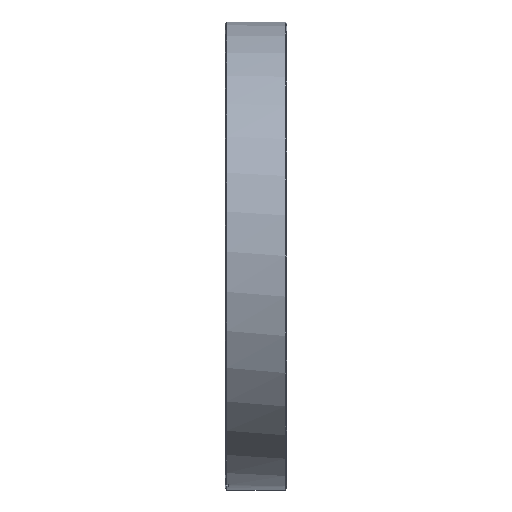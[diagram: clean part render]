
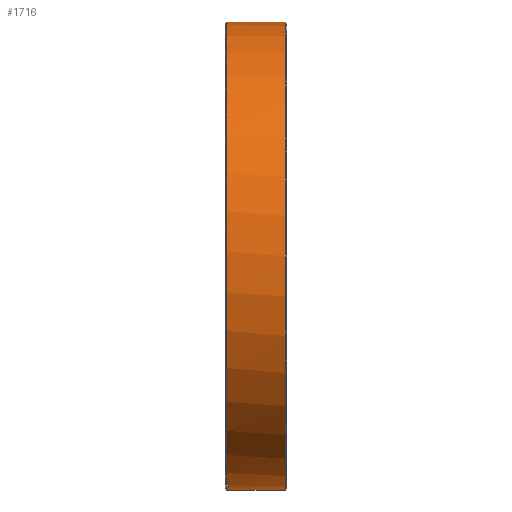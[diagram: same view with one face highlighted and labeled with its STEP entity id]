
A CAD part, left-side view. The second image highlights one B-rep face of the part: STEP entity #1716.
In plain terms, the highlighted cylindrical face has radius 75.8 mm (diameter 151.6 mm), a partial arc.
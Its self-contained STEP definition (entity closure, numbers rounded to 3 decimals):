
#151 = CARTESIAN_POINT ( 'NONE',  ( 0., -0.5, 0. ) ) ;
#152 = DIRECTION ( 'NONE',  ( 0., -1., 0. ) ) ;
#153 = DIRECTION ( 'NONE',  ( 0., 0., 1. ) ) ;
#464 = CARTESIAN_POINT ( 'NONE',  ( -15.767, -0.5, -74.142 ) ) ;
#465 = CARTESIAN_POINT ( 'NONE',  ( 0., -0.5, 75.8 ) ) ;
#472 = CARTESIAN_POINT ( 'NONE',  ( 0., -0.5, -75.8 ) ) ;
#483 = CARTESIAN_POINT ( 'NONE',  ( -15.767, -1., -74.142 ) ) ;
#503 = CARTESIAN_POINT ( 'NONE',  ( -13.806, -0.5, -74.532 ) ) ;
#506 = CARTESIAN_POINT ( 'NONE',  ( -13.806, -1., -74.532 ) ) ;
#510 = CARTESIAN_POINT ( 'NONE',  ( 0., -19.4, 75.8 ) ) ;
#525 = CARTESIAN_POINT ( 'NONE',  ( 0., -19.4, -75.8 ) ) ;
#815 = CIRCLE ( 'NONE', #817, 75.8 ) ;
#817 = AXIS2_PLACEMENT_3D ( 'NONE', #3692, #3693, #3694 ) ;
#1049 = LINE ( 'NONE', #1051, #2709 ) ;
#1051 = CARTESIAN_POINT ( 'NONE',  ( 0., 19.776, -75.8 ) ) ;
#1053 = DIRECTION ( 'NONE',  ( 0., 1., 0. ) ) ;
#1237 = CARTESIAN_POINT ( 'NONE',  ( -13.806, 19.776, -74.532 ) ) ;
#1239 = LINE ( 'NONE', #1237, #3658 ) ;
#1467 = CIRCLE ( 'NONE', #1469, 75.8 ) ;
#1469 = AXIS2_PLACEMENT_3D ( 'NONE', #151, #152, #153 ) ;
#1699 = VECTOR ( 'NONE', #3643, 1000. ) ;
#1716 = ADVANCED_FACE ( 'NONE', ( #3958 ), #3957, .T. ) ;
#1771 = EDGE_CURVE ( 'NONE', #2478, #2463, #3629, .T. ) ;
#1809 = EDGE_CURVE ( 'NONE', #2459, #2456, #1239, .T. ) ;
#1817 = EDGE_CURVE ( 'NONE', #2436, #2417, #3638, .T. ) ;
#1826 = EDGE_CURVE ( 'NONE', #2436, #2459, #815, .T. ) ;
#2091 = ORIENTED_EDGE ( 'NONE', *, *, #3204, .T. ) ;
#2196 = ORIENTED_EDGE ( 'NONE', *, *, #1826, .T. ) ;
#2218 = ORIENTED_EDGE ( 'NONE', *, *, #1817, .F. ) ;
#2226 = ORIENTED_EDGE ( 'NONE', *, *, #1771, .T. ) ;
#2228 = ORIENTED_EDGE ( 'NONE', *, *, #3479, .T. ) ;
#2266 = ORIENTED_EDGE ( 'NONE', *, *, #1809, .T. ) ;
#2301 = ORIENTED_EDGE ( 'NONE', *, *, #3514, .T. ) ;
#2349 = ORIENTED_EDGE ( 'NONE', *, *, #3539, .F. ) ;
#2417 = VERTEX_POINT ( 'NONE', #464 ) ;
#2418 = VERTEX_POINT ( 'NONE', #465 ) ;
#2425 = VERTEX_POINT ( 'NONE', #472 ) ;
#2436 = VERTEX_POINT ( 'NONE', #483 ) ;
#2456 = VERTEX_POINT ( 'NONE', #503 ) ;
#2459 = VERTEX_POINT ( 'NONE', #506 ) ;
#2463 = VERTEX_POINT ( 'NONE', #510 ) ;
#2478 = VERTEX_POINT ( 'NONE', #525 ) ;
#2500 = EDGE_LOOP ( 'NONE', ( #2349, #2226, #2228, #2301, #2218, #2196, #2266, #2091 ) ) ;
#2550 = AXIS2_PLACEMENT_3D ( 'NONE', #3959, #3946, #3961 ) ;
#2611 = VECTOR ( 'NONE', #3044, 1000. ) ;
#2664 = CIRCLE ( 'NONE', #2675, 75.8 ) ;
#2675 = AXIS2_PLACEMENT_3D ( 'NONE', #3156, #3157, #3158 ) ;
#2709 = VECTOR ( 'NONE', #1053, 1000. ) ;
#3040 = LINE ( 'NONE', #3043, #2611 ) ;
#3043 = CARTESIAN_POINT ( 'NONE',  ( 0., 19.776, 75.8 ) ) ;
#3044 = DIRECTION ( 'NONE',  ( 0., 1., 0. ) ) ;
#3156 = CARTESIAN_POINT ( 'NONE',  ( 0., -0.5, 0. ) ) ;
#3157 = DIRECTION ( 'NONE',  ( 0., -1., 0. ) ) ;
#3158 = DIRECTION ( 'NONE',  ( 0., 0., 1. ) ) ;
#3204 = EDGE_CURVE ( 'NONE', #2456, #2425, #1467, .T. ) ;
#3385 = CARTESIAN_POINT ( 'NONE',  ( 0., -19.4, 0. ) ) ;
#3386 = DIRECTION ( 'NONE',  ( 0., 1., 0. ) ) ;
#3387 = DIRECTION ( 'NONE',  ( 0., 0., -1. ) ) ;
#3479 = EDGE_CURVE ( 'NONE', #2463, #2418, #3040, .T. ) ;
#3514 = EDGE_CURVE ( 'NONE', #2418, #2417, #2664, .T. ) ;
#3539 = EDGE_CURVE ( 'NONE', #2478, #2425, #1049, .T. ) ;
#3604 = DIRECTION ( 'NONE',  ( 0., 1., 0. ) ) ;
#3613 = AXIS2_PLACEMENT_3D ( 'NONE', #3385, #3386, #3387 ) ;
#3629 = CIRCLE ( 'NONE', #3613, 75.8 ) ;
#3632 = CARTESIAN_POINT ( 'NONE',  ( -15.767, 19.776, -74.142 ) ) ;
#3638 = LINE ( 'NONE', #3632, #1699 ) ;
#3643 = DIRECTION ( 'NONE',  ( 0., 1., 0. ) ) ;
#3658 = VECTOR ( 'NONE', #3604, 1000. ) ;
#3692 = CARTESIAN_POINT ( 'NONE',  ( 0., -1., 0. ) ) ;
#3693 = DIRECTION ( 'NONE',  ( 0., -1., 0. ) ) ;
#3694 = DIRECTION ( 'NONE',  ( 0., 0., 1. ) ) ;
#3946 = DIRECTION ( 'NONE',  ( 0., 1., 0. ) ) ;
#3957 = CYLINDRICAL_SURFACE ( 'NONE', #2550, 75.8 ) ;
#3958 = FACE_OUTER_BOUND ( 'NONE', #2500, .T. ) ;
#3959 = CARTESIAN_POINT ( 'NONE',  ( 0., 19.776, 0. ) ) ;
#3961 = DIRECTION ( 'NONE',  ( 0., 0., 1. ) ) ;
